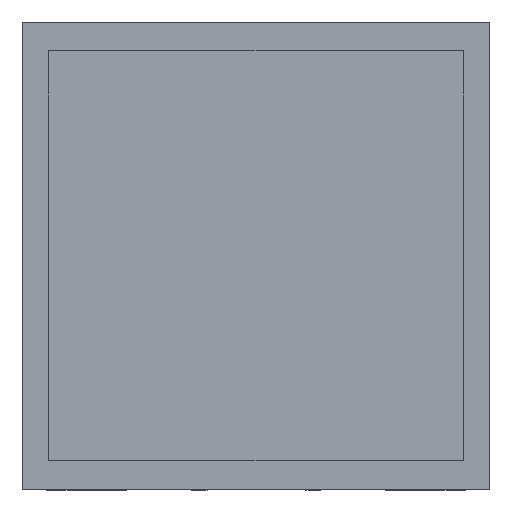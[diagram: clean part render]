
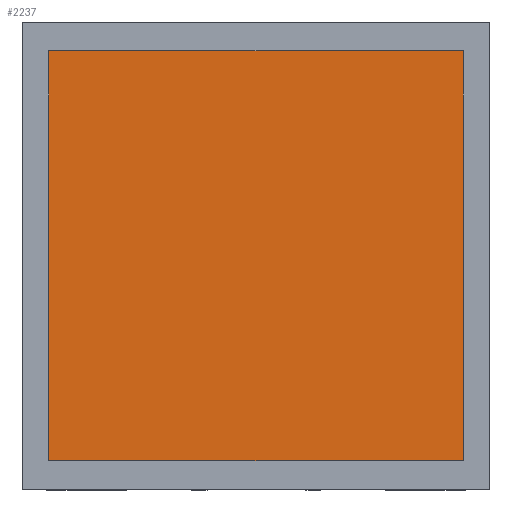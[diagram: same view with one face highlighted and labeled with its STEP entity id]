
A CAD part, top view. The second image highlights one B-rep face of the part: STEP entity #2237.
In plain terms, the highlighted planar face has unit normal (0, 0, 1).
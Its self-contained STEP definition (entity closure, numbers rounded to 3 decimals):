
#478=ORIENTED_EDGE('',*,*,#697,.T.);
#479=ORIENTED_EDGE('',*,*,#700,.T.);
#480=ORIENTED_EDGE('',*,*,#702,.T.);
#481=ORIENTED_EDGE('',*,*,#703,.T.);
#697=EDGE_CURVE('',#837,#836,#1043,.T.);
#700=EDGE_CURVE('',#836,#838,#1046,.T.);
#702=EDGE_CURVE('',#838,#839,#1048,.T.);
#703=EDGE_CURVE('',#839,#837,#1049,.T.);
#836=VERTEX_POINT('',#3191);
#837=VERTEX_POINT('',#3193);
#838=VERTEX_POINT('',#3197);
#839=VERTEX_POINT('',#3201);
#1043=LINE('',#3192,#1253);
#1046=LINE('',#3198,#1256);
#1048=LINE('',#3202,#1258);
#1049=LINE('',#3204,#1259);
#1253=VECTOR('',#2743,1000.);
#1256=VECTOR('',#2748,1000.);
#1258=VECTOR('',#2752,1000.);
#1259=VECTOR('',#2755,1000.);
#1349=EDGE_LOOP('',(#478,#479,#480,#481));
#1439=FACE_BOUND('',#1349,.T.);
#1522=PLANE('',#2343);
#2237=ADVANCED_FACE('',(#1439),#1522,.T.);
#2343=AXIS2_PLACEMENT_3D('',#3205,#2756,#2757);
#2743=DIRECTION('',(0.,1.,0.));
#2748=DIRECTION('',(-1.,0.,0.));
#2752=DIRECTION('',(0.,-1.,0.));
#2755=DIRECTION('',(1.,0.,0.));
#2756=DIRECTION('',(0.,0.,1.));
#2757=DIRECTION('',(1.,0.,0.));
#3191=CARTESIAN_POINT('',(0.708,0.701,0.892));
#3192=CARTESIAN_POINT('',(0.708,-0.701,0.892));
#3193=CARTESIAN_POINT('',(0.708,-0.701,0.892));
#3197=CARTESIAN_POINT('',(-0.708,0.701,0.892));
#3198=CARTESIAN_POINT('',(0.708,0.701,0.892));
#3201=CARTESIAN_POINT('',(-0.708,-0.701,0.892));
#3202=CARTESIAN_POINT('',(-0.708,0.701,0.892));
#3204=CARTESIAN_POINT('',(-0.708,-0.701,0.892));
#3205=CARTESIAN_POINT('',(0.,0.,0.892));
